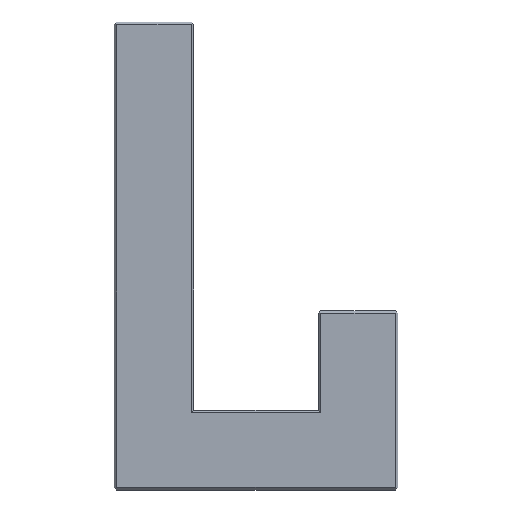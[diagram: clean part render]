
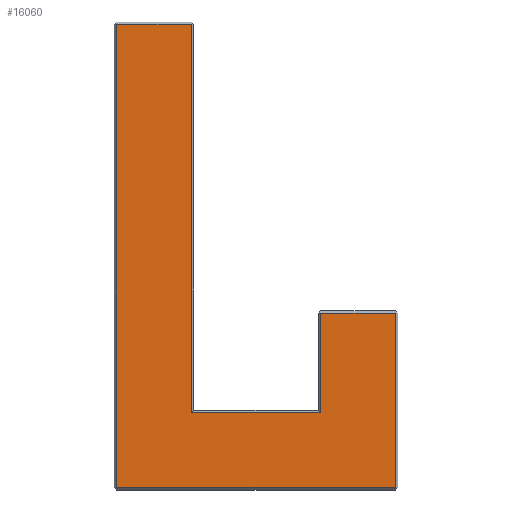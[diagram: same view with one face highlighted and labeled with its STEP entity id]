
A CAD part, top view. The second image highlights one B-rep face of the part: STEP entity #16060.
In plain terms, the highlighted planar face has unit normal (0, 0, 1).
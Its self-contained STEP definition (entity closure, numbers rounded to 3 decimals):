
#13920=CARTESIAN_POINT('',(15.5,93.5,2.));
#13930=VERTEX_POINT('',#13920);
#13960=CARTESIAN_POINT('',(8.,93.5,2.));
#13970=DIRECTION('',(-1.,0.,0.));
#13980=VECTOR('',#13970,1.);
#13990=LINE('',#13960,#13980);
#14000=CARTESIAN_POINT('',(0.5,93.5,2.));
#14010=VERTEX_POINT('',#14000);
#14020=EDGE_CURVE('',#13930,#14010,#13990,.T.);
#14930=CARTESIAN_POINT('',(15.5,15.5,2.));
#14940=VERTEX_POINT('',#14930);
#14970=CARTESIAN_POINT('',(15.5,0.,2.));
#14980=DIRECTION('',(0.,-1.,0.));
#14990=VECTOR('',#14980,1.);
#15000=LINE('',#14970,#14990);
#15010=EDGE_CURVE('',#13930,#14940,#15000,.T.);
#15180=CARTESIAN_POINT('',(0.5,0.5,2.));
#15190=VERTEX_POINT('',#15180);
#15260=CARTESIAN_POINT('',(0.5,0.,2.));
#15270=DIRECTION('',(0.,1.,0.));
#15280=VECTOR('',#15270,1.);
#15290=LINE('',#15260,#15280);
#15300=EDGE_CURVE('',#15190,#14010,#15290,.T.);
#15400=CARTESIAN_POINT('',(41.5,25.75,2.));
#15410=DIRECTION('',(0.,1.,0.));
#15420=VECTOR('',#15410,1.);
#15430=LINE('',#15400,#15420);
#15440=CARTESIAN_POINT('',(41.5,15.5,2.));
#15450=VERTEX_POINT('',#15440);
#15460=CARTESIAN_POINT('',(41.5,35.5,2.));
#15470=VERTEX_POINT('',#15460);
#15480=EDGE_CURVE('',#15450,#15470,#15430,.T.);
#15670=CARTESIAN_POINT('',(0.,0.,2.));
#15680=DIRECTION('',(0.,0.,1.));
#15690=DIRECTION('',(1.,0.,0.));
#15700=AXIS2_PLACEMENT_3D('',#15670,#15680,#15690);
#15710=PLANE('',#15700);
#15720=ORIENTED_EDGE('',*,*,#15010,.F.);
#15730=CARTESIAN_POINT('',(28.5,15.5,2.));
#15740=DIRECTION('',(1.,0.,0.));
#15750=VECTOR('',#15740,1.);
#15760=LINE('',#15730,#15750);
#15770=EDGE_CURVE('',#14940,#15450,#15760,.T.);
#15780=ORIENTED_EDGE('',*,*,#15770,.F.);
#15790=ORIENTED_EDGE('',*,*,#15480,.F.);
#15800=CARTESIAN_POINT('',(49.,35.5,2.));
#15810=DIRECTION('',(1.,0.,0.));
#15820=VECTOR('',#15810,1.);
#15830=LINE('',#15800,#15820);
#15840=CARTESIAN_POINT('',(56.5,35.5,2.));
#15850=VERTEX_POINT('',#15840);
#15860=EDGE_CURVE('',#15470,#15850,#15830,.T.);
#15870=ORIENTED_EDGE('',*,*,#15860,.F.);
#15880=CARTESIAN_POINT('',(56.5,18.,2.));
#15890=DIRECTION('',(0.,-1.,0.));
#15900=VECTOR('',#15890,1.);
#15910=LINE('',#15880,#15900);
#15920=CARTESIAN_POINT('',(56.5,0.5,2.));
#15930=VERTEX_POINT('',#15920);
#15940=EDGE_CURVE('',#15850,#15930,#15910,.T.);
#15950=ORIENTED_EDGE('',*,*,#15940,.F.);
#15960=CARTESIAN_POINT('',(28.5,0.5,2.));
#15970=DIRECTION('',(-1.,0.,0.));
#15980=VECTOR('',#15970,1.);
#15990=LINE('',#15960,#15980);
#16000=EDGE_CURVE('',#15930,#15190,#15990,.T.);
#16010=ORIENTED_EDGE('',*,*,#16000,.F.);
#16020=ORIENTED_EDGE('',*,*,#15300,.F.);
#16030=ORIENTED_EDGE('',*,*,#14020,.T.);
#16040=EDGE_LOOP('',(#16030,#16020,#16010,#15950,#15870,#15790,#15780,
#15720));
#16050=FACE_OUTER_BOUND('',#16040,.T.);
#16060=ADVANCED_FACE('',(#16050),#15710,.T.);
